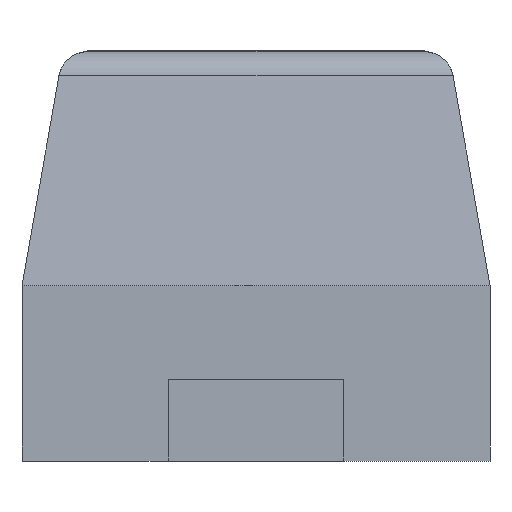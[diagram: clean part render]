
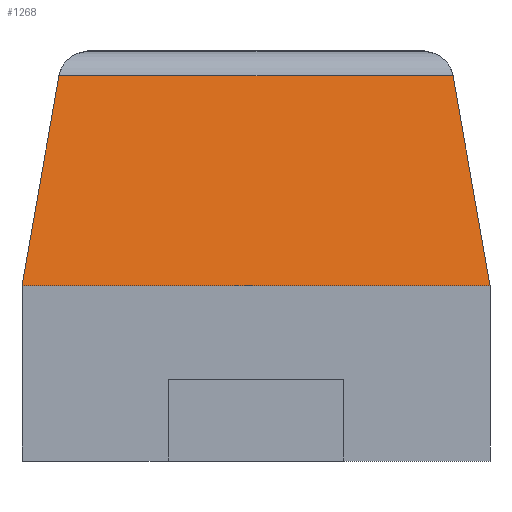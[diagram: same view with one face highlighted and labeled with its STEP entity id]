
A CAD part, left-side view. The second image highlights one B-rep face of the part: STEP entity #1268.
In plain terms, the highlighted planar face has unit normal (-0.985, 0, 0.174).
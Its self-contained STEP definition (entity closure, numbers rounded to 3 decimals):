
#866 = VERTEX_POINT('',#867);
#867 = CARTESIAN_POINT('',(-0.6,-0.4,0.3));
#876 = PLANE('',#877);
#877 = AXIS2_PLACEMENT_3D('',#878,#879,#880);
#878 = CARTESIAN_POINT('',(-0.6,-0.4,0.7));
#879 = DIRECTION('',(-1.,0.,0.));
#880 = DIRECTION('',(0.,-1.,0.));
#900 = EDGE_CURVE('',#866,#901,#903,.T.);
#901 = VERTEX_POINT('',#902);
#902 = CARTESIAN_POINT('',(-0.6,0.4,0.3));
#903 = SURFACE_CURVE('',#904,(#908,#915),.PCURVE_S1.);
#904 = LINE('',#905,#906);
#905 = CARTESIAN_POINT('',(-0.6,0.4,0.3));
#906 = VECTOR('',#907,1.);
#907 = DIRECTION('',(0.,1.,0.));
#908 = PCURVE('',#876,#909);
#909 = DEFINITIONAL_REPRESENTATION('',(#910),#914);
#910 = LINE('',#911,#912);
#911 = CARTESIAN_POINT('',(-0.8,-0.4));
#912 = VECTOR('',#913,1.);
#913 = DIRECTION('',(-1.,0.));
#914 = ( GEOMETRIC_REPRESENTATION_CONTEXT(2) 
PARAMETRIC_REPRESENTATION_CONTEXT() REPRESENTATION_CONTEXT('2D SPACE',''
  ) );
#915 = PCURVE('',#916,#921);
#916 = PLANE('',#917);
#917 = AXIS2_PLACEMENT_3D('',#918,#919,#920);
#918 = CARTESIAN_POINT('',(-0.6,-0.4,0.3));
#919 = DIRECTION('',(-0.985,0.,0.174));
#920 = DIRECTION('',(0.,-1.,0.));
#921 = DEFINITIONAL_REPRESENTATION('',(#922),#926);
#922 = LINE('',#923,#924);
#923 = CARTESIAN_POINT('',(-0.8,0.));
#924 = VECTOR('',#925,1.);
#925 = DIRECTION('',(-1.,0.));
#926 = ( GEOMETRIC_REPRESENTATION_CONTEXT(2) 
PARAMETRIC_REPRESENTATION_CONTEXT() REPRESENTATION_CONTEXT('2D SPACE',''
  ) );
#1029 = PLANE('',#1030);
#1030 = AXIS2_PLACEMENT_3D('',#1031,#1032,#1033);
#1031 = CARTESIAN_POINT('',(0.,-0.33,0.7));
#1032 = DIRECTION('',(0.,0.985,-0.174));
#1033 = DIRECTION('',(1.,0.,0.));
#1157 = PLANE('',#1158);
#1158 = AXIS2_PLACEMENT_3D('',#1159,#1160,#1161);
#1159 = CARTESIAN_POINT('',(-0.6,0.4,0.3));
#1160 = DIRECTION('',(0.,0.985,0.174));
#1161 = DIRECTION('',(-1.,0.,0.));
#1202 = EDGE_CURVE('',#866,#1203,#1205,.T.);
#1203 = VERTEX_POINT('',#1204);
#1204 = CARTESIAN_POINT('',(-0.537,-0.337,0.659));
#1205 = SURFACE_CURVE('',#1206,(#1210,#1217),.PCURVE_S1.);
#1206 = LINE('',#1207,#1208);
#1207 = CARTESIAN_POINT('',(-0.6,-0.4,0.3));
#1208 = VECTOR('',#1209,1.);
#1209 = DIRECTION('',(0.171,0.171,0.97));
#1210 = PCURVE('',#1029,#1211);
#1211 = DEFINITIONAL_REPRESENTATION('',(#1212),#1216);
#1212 = LINE('',#1213,#1214);
#1213 = CARTESIAN_POINT('',(-0.6,0.406));
#1214 = VECTOR('',#1215,1.);
#1215 = DIRECTION('',(0.171,-0.985));
#1216 = ( GEOMETRIC_REPRESENTATION_CONTEXT(2) 
PARAMETRIC_REPRESENTATION_CONTEXT() REPRESENTATION_CONTEXT('2D SPACE',''
  ) );
#1217 = PCURVE('',#916,#1218);
#1218 = DEFINITIONAL_REPRESENTATION('',(#1219),#1223);
#1219 = LINE('',#1220,#1221);
#1220 = CARTESIAN_POINT('',(0.,0.));
#1221 = VECTOR('',#1222,1.);
#1222 = DIRECTION('',(-0.171,0.985));
#1223 = ( GEOMETRIC_REPRESENTATION_CONTEXT(2) 
PARAMETRIC_REPRESENTATION_CONTEXT() REPRESENTATION_CONTEXT('2D SPACE',''
  ) );
#1268 = ADVANCED_FACE('',(#1269),#916,.T.);
#1269 = FACE_BOUND('',#1270,.T.);
#1270 = EDGE_LOOP('',(#1271,#1272,#1300,#1321));
#1271 = ORIENTED_EDGE('',*,*,#1202,.T.);
#1272 = ORIENTED_EDGE('',*,*,#1273,.T.);
#1273 = EDGE_CURVE('',#1203,#1274,#1276,.T.);
#1274 = VERTEX_POINT('',#1275);
#1275 = CARTESIAN_POINT('',(-0.537,0.337,0.659));
#1276 = SURFACE_CURVE('',#1277,(#1281,#1288),.PCURVE_S1.);
#1277 = LINE('',#1278,#1279);
#1278 = CARTESIAN_POINT('',(-0.537,0.33,0.659));
#1279 = VECTOR('',#1280,1.);
#1280 = DIRECTION('',(0.,1.,0.));
#1281 = PCURVE('',#916,#1282);
#1282 = DEFINITIONAL_REPRESENTATION('',(#1283),#1287);
#1283 = LINE('',#1284,#1285);
#1284 = CARTESIAN_POINT('',(-0.73,0.364));
#1285 = VECTOR('',#1286,1.);
#1286 = DIRECTION('',(-1.,0.));
#1287 = ( GEOMETRIC_REPRESENTATION_CONTEXT(2) 
PARAMETRIC_REPRESENTATION_CONTEXT() REPRESENTATION_CONTEXT('2D SPACE',''
  ) );
#1288 = PCURVE('',#1289,#1294);
#1289 = CYLINDRICAL_SURFACE('',#1290,0.05);
#1290 = AXIS2_PLACEMENT_3D('',#1291,#1292,#1293);
#1291 = CARTESIAN_POINT('',(-0.488,-0.225,0.65));
#1292 = DIRECTION('',(0.,1.,0.));
#1293 = DIRECTION('',(-1.,0.,0.));
#1294 = DEFINITIONAL_REPRESENTATION('',(#1295),#1299);
#1295 = LINE('',#1296,#1297);
#1296 = CARTESIAN_POINT('',(0.175,0.555));
#1297 = VECTOR('',#1298,1.);
#1298 = DIRECTION('',(0.,1.));
#1299 = ( GEOMETRIC_REPRESENTATION_CONTEXT(2) 
PARAMETRIC_REPRESENTATION_CONTEXT() REPRESENTATION_CONTEXT('2D SPACE',''
  ) );
#1300 = ORIENTED_EDGE('',*,*,#1301,.F.);
#1301 = EDGE_CURVE('',#901,#1274,#1302,.T.);
#1302 = SURFACE_CURVE('',#1303,(#1307,#1314),.PCURVE_S1.);
#1303 = LINE('',#1304,#1305);
#1304 = CARTESIAN_POINT('',(-0.563,0.363,0.508));
#1305 = VECTOR('',#1306,1.);
#1306 = DIRECTION('',(0.171,-0.171,0.97));
#1307 = PCURVE('',#916,#1308);
#1308 = DEFINITIONAL_REPRESENTATION('',(#1309),#1313);
#1309 = LINE('',#1310,#1311);
#1310 = CARTESIAN_POINT('',(-0.763,0.211));
#1311 = VECTOR('',#1312,1.);
#1312 = DIRECTION('',(0.171,0.985));
#1313 = ( GEOMETRIC_REPRESENTATION_CONTEXT(2) 
PARAMETRIC_REPRESENTATION_CONTEXT() REPRESENTATION_CONTEXT('2D SPACE',''
  ) );
#1314 = PCURVE('',#1157,#1315);
#1315 = DEFINITIONAL_REPRESENTATION('',(#1316),#1320);
#1316 = LINE('',#1317,#1318);
#1317 = CARTESIAN_POINT('',(-0.037,0.211));
#1318 = VECTOR('',#1319,1.);
#1319 = DIRECTION('',(-0.171,0.985));
#1320 = ( GEOMETRIC_REPRESENTATION_CONTEXT(2) 
PARAMETRIC_REPRESENTATION_CONTEXT() REPRESENTATION_CONTEXT('2D SPACE',''
  ) );
#1321 = ORIENTED_EDGE('',*,*,#900,.F.);
